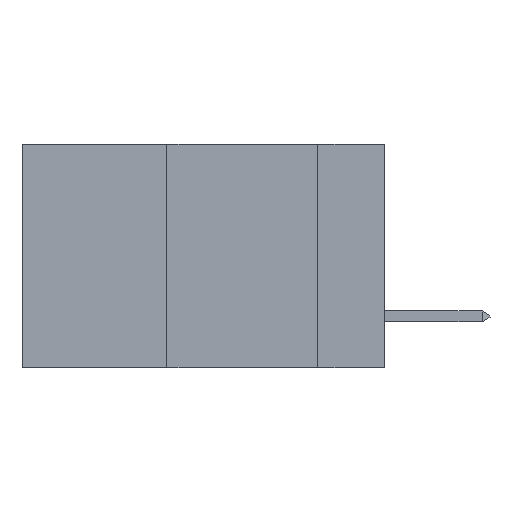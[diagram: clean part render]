
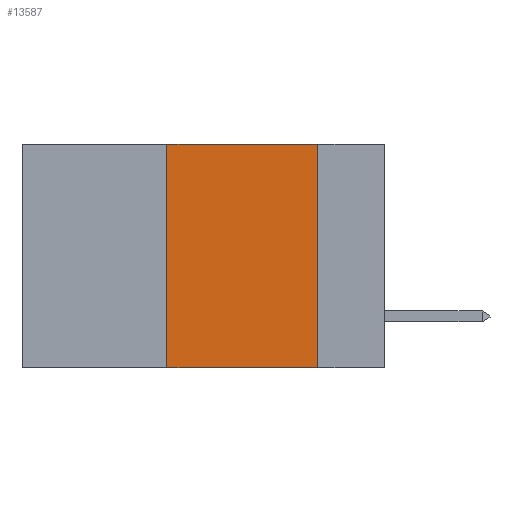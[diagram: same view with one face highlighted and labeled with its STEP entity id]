
A CAD part, left-side view. The second image highlights one B-rep face of the part: STEP entity #13587.
In plain terms, the highlighted planar face has unit normal (-1, 0, 0).
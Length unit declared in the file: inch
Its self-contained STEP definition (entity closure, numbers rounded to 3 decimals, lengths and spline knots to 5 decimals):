
#34 = ORIENTED_EDGE ( 'NONE', *, *, #17078, .F. ) ;
#468 = EDGE_LOOP ( 'NONE', ( #26931, #27957, #34, #13950 ) ) ;
#496 = CARTESIAN_POINT ( 'NONE',  ( 0., 0.36, 0. ) ) ;
#2876 = CARTESIAN_POINT ( 'NONE',  ( 0., 0.6, 0. ) ) ;
#4591 = DIRECTION ( 'NONE',  ( 0., 0., 1. ) ) ;
#5151 = VERTEX_POINT ( 'NONE', #29062 ) ;
#5862 = DIRECTION ( 'NONE',  ( 0., -1., 0. ) ) ;
#6932 = DIRECTION ( 'NONE',  ( 0., -1., 0. ) ) ;
#8129 = LINE ( 'NONE', #13861, #20474 ) ;
#8297 = EDGE_CURVE ( 'NONE', #28144, #5151, #8129, .T. ) ;
#9616 = LINE ( 'NONE', #20793, #20475 ) ;
#9888 = PLANE ( 'NONE',  #24889 ) ;
#11313 = FACE_OUTER_BOUND ( 'NONE', #468, .T. ) ;
#13005 = EDGE_CURVE ( 'NONE', #26593, #28144, #27919, .T. ) ;
#13587 = ADVANCED_FACE ( 'NONE', ( #11313 ), #9888, .F. ) ;
#13861 = CARTESIAN_POINT ( 'NONE',  ( 0., 0.11, 0. ) ) ;
#13933 = CARTESIAN_POINT ( 'NONE',  ( 0., 0.36, -0.37 ) ) ;
#13950 = ORIENTED_EDGE ( 'NONE', *, *, #28964, .T. ) ;
#14314 = VECTOR ( 'NONE', #6932, 39.37008 ) ;
#14556 = DIRECTION ( 'NONE',  ( 0., 0., -1. ) ) ;
#17053 = VERTEX_POINT ( 'NONE', #13933 ) ;
#17078 = EDGE_CURVE ( 'NONE', #17053, #26593, #9616, .T. ) ;
#20453 = LINE ( 'NONE', #23128, #14314 ) ;
#20474 = VECTOR ( 'NONE', #29918, 39.37008 ) ;
#20475 = VECTOR ( 'NONE', #4591, 39.37008 ) ;
#20793 = CARTESIAN_POINT ( 'NONE',  ( 0., 0.36, 0. ) ) ;
#23128 = CARTESIAN_POINT ( 'NONE',  ( 0., 0.6, -0.37 ) ) ;
#24889 = AXIS2_PLACEMENT_3D ( 'NONE', #2876, #28304, #14556 ) ;
#26593 = VERTEX_POINT ( 'NONE', #496 ) ;
#26931 = ORIENTED_EDGE ( 'NONE', *, *, #8297, .F. ) ;
#27216 = VECTOR ( 'NONE', #5862, 39.37008 ) ;
#27261 = CARTESIAN_POINT ( 'NONE',  ( 0., 0.11, 0. ) ) ;
#27919 = LINE ( 'NONE', #28838, #27216 ) ;
#27957 = ORIENTED_EDGE ( 'NONE', *, *, #13005, .F. ) ;
#28144 = VERTEX_POINT ( 'NONE', #27261 ) ;
#28304 = DIRECTION ( 'NONE',  ( 1., 0., 0. ) ) ;
#28838 = CARTESIAN_POINT ( 'NONE',  ( 0., 0.6, 0. ) ) ;
#28964 = EDGE_CURVE ( 'NONE', #17053, #5151, #20453, .T. ) ;
#29062 = CARTESIAN_POINT ( 'NONE',  ( 0., 0.11, -0.37 ) ) ;
#29918 = DIRECTION ( 'NONE',  ( 0., 0., -1. ) ) ;
